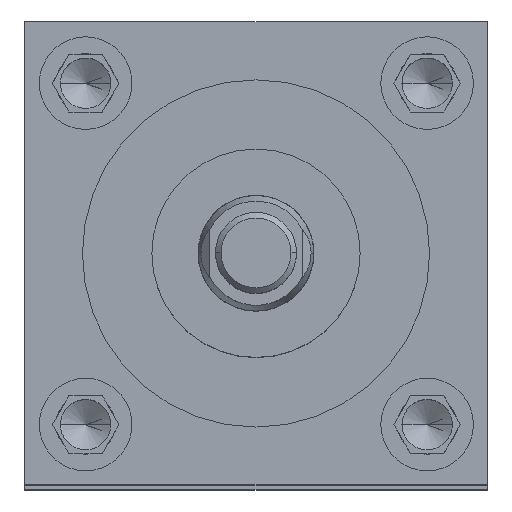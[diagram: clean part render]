
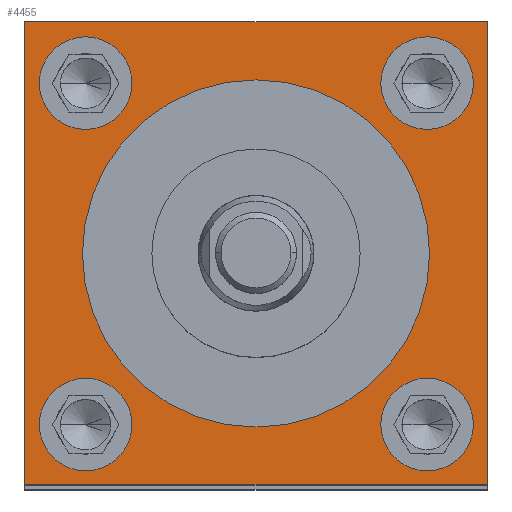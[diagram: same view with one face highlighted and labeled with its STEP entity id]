
A CAD part, top view. The second image highlights one B-rep face of the part: STEP entity #4455.
In plain terms, the highlighted planar face has unit normal (0, 0, 1).
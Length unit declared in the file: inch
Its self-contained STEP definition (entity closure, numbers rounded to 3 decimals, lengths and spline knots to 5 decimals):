
#76 = CIRCLE ( 'NONE', #3525, 0.25 ) ;
#135 = AXIS2_PLACEMENT_3D ( 'NONE', #5587, #5184, #4226 ) ;
#152 = VERTEX_POINT ( 'NONE', #2637 ) ;
#154 = CIRCLE ( 'NONE', #2010, 0.25 ) ;
#156 = VERTEX_POINT ( 'NONE', #5096 ) ;
#205 = CARTESIAN_POINT ( 'NONE',  ( -0.92, 0.92, 15.625 ) ) ;
#213 = VERTEX_POINT ( 'NONE', #5646 ) ;
#232 = CIRCLE ( 'NONE', #5062, 0.9375 ) ;
#270 = ORIENTED_EDGE ( 'NONE', *, *, #2610, .F. ) ;
#271 = VECTOR ( 'NONE', #5621, 39.37008 ) ;
#290 = EDGE_LOOP ( 'NONE', ( #2249, #4970 ) ) ;
#415 = DIRECTION ( 'NONE',  ( 0., 0., 1. ) ) ;
#474 = DIRECTION ( 'NONE',  ( 1., 0., 0. ) ) ;
#477 = EDGE_CURVE ( 'NONE', #213, #3210, #1766, .T. ) ;
#594 = DIRECTION ( 'NONE',  ( 1., 0., 0. ) ) ;
#699 = CARTESIAN_POINT ( 'NONE',  ( -0.67, 0.92, 15.625 ) ) ;
#741 = ORIENTED_EDGE ( 'NONE', *, *, #1218, .F. ) ;
#764 = ORIENTED_EDGE ( 'NONE', *, *, #4691, .T. ) ;
#840 = CIRCLE ( 'NONE', #2915, 0.25 ) ;
#880 = PLANE ( 'NONE',  #4204 ) ;
#926 = ORIENTED_EDGE ( 'NONE', *, *, #3979, .F. ) ;
#941 = VERTEX_POINT ( 'NONE', #3878 ) ;
#973 = VERTEX_POINT ( 'NONE', #4845 ) ;
#997 = EDGE_CURVE ( 'NONE', #3210, #156, #5734, .T. ) ;
#1154 = EDGE_CURVE ( 'NONE', #156, #4595, #3430, .T. ) ;
#1217 = DIRECTION ( 'NONE',  ( 0., 0., 1. ) ) ;
#1218 = EDGE_CURVE ( 'NONE', #5683, #2009, #232, .T. ) ;
#1237 = ORIENTED_EDGE ( 'NONE', *, *, #5038, .F. ) ;
#1355 = ORIENTED_EDGE ( 'NONE', *, *, #997, .T. ) ;
#1377 = EDGE_CURVE ( 'NONE', #3640, #4909, #5266, .T. ) ;
#1392 = FACE_BOUND ( 'NONE', #5517, .T. ) ;
#1450 = FACE_BOUND ( 'NONE', #290, .T. ) ;
#1597 = CARTESIAN_POINT ( 'NONE',  ( 0.924, 0.92, 15.625 ) ) ;
#1611 = EDGE_CURVE ( 'NONE', #2213, #3488, #5523, .T. ) ;
#1631 = CIRCLE ( 'NONE', #1934, 0.25 ) ;
#1660 = CARTESIAN_POINT ( 'NONE',  ( 0.9375, 0., 15.625 ) ) ;
#1697 = ORIENTED_EDGE ( 'NONE', *, *, #2590, .F. ) ;
#1702 = CIRCLE ( 'NONE', #3792, 0.25 ) ;
#1766 = LINE ( 'NONE', #4164, #271 ) ;
#1779 = DIRECTION ( 'NONE',  ( 1., 0., 0. ) ) ;
#1786 = VECTOR ( 'NONE', #3933, 39.37008 ) ;
#1918 = EDGE_LOOP ( 'NONE', ( #270, #3682 ) ) ;
#1934 = AXIS2_PLACEMENT_3D ( 'NONE', #205, #2072, #1779 ) ;
#2009 = VERTEX_POINT ( 'NONE', #3946 ) ;
#2010 = AXIS2_PLACEMENT_3D ( 'NONE', #4688, #4652, #3789 ) ;
#2052 = CARTESIAN_POINT ( 'NONE',  ( -1.25, -1.25, 15.625 ) ) ;
#2072 = DIRECTION ( 'NONE',  ( 0., 0., 1. ) ) ;
#2133 = ORIENTED_EDGE ( 'NONE', *, *, #2325, .F. ) ;
#2213 = VERTEX_POINT ( 'NONE', #4545 ) ;
#2249 = ORIENTED_EDGE ( 'NONE', *, *, #3467, .F. ) ;
#2296 = FACE_OUTER_BOUND ( 'NONE', #4974, .T. ) ;
#2299 = AXIS2_PLACEMENT_3D ( 'NONE', #4228, #5222, #3260 ) ;
#2325 = EDGE_CURVE ( 'NONE', #152, #973, #1702, .T. ) ;
#2449 = CARTESIAN_POINT ( 'NONE',  ( -1.25, 1.25, 15.625 ) ) ;
#2456 = DIRECTION ( 'NONE',  ( 1., 0., 0. ) ) ;
#2463 = DIRECTION ( 'NONE',  ( 0., 0., 1. ) ) ;
#2475 = DIRECTION ( 'NONE',  ( -1., 0., 0. ) ) ;
#2484 = CARTESIAN_POINT ( 'NONE',  ( -1.25, -1.25, 15.625 ) ) ;
#2590 = EDGE_CURVE ( 'NONE', #2009, #5683, #2794, .T. ) ;
#2610 = EDGE_CURVE ( 'NONE', #4909, #3640, #154, .T. ) ;
#2637 = CARTESIAN_POINT ( 'NONE',  ( 0.674, -0.924, 15.625 ) ) ;
#2777 = VECTOR ( 'NONE', #2475, 39.37008 ) ;
#2794 = CIRCLE ( 'NONE', #2299, 0.9375 ) ;
#2862 = CARTESIAN_POINT ( 'NONE',  ( -0.67, -0.924, 15.625 ) ) ;
#2915 = AXIS2_PLACEMENT_3D ( 'NONE', #1597, #3084, #4986 ) ;
#2929 = DIRECTION ( 'NONE',  ( 0., 0., 1. ) ) ;
#2949 = LINE ( 'NONE', #2052, #4999 ) ;
#3084 = DIRECTION ( 'NONE',  ( 0., 0., 1. ) ) ;
#3142 = AXIS2_PLACEMENT_3D ( 'NONE', #4497, #4464, #3597 ) ;
#3210 = VERTEX_POINT ( 'NONE', #4740 ) ;
#3260 = DIRECTION ( 'NONE',  ( 1., 0., 0. ) ) ;
#3264 = CARTESIAN_POINT ( 'NONE',  ( -1.25, 1.25, 15.625 ) ) ;
#3314 = DIRECTION ( 'NONE',  ( 1., 0., 0. ) ) ;
#3395 = DIRECTION ( 'NONE',  ( 0., 0., -1. ) ) ;
#3430 = LINE ( 'NONE', #5327, #1786 ) ;
#3467 = EDGE_CURVE ( 'NONE', #4253, #941, #1631, .T. ) ;
#3488 = VERTEX_POINT ( 'NONE', #3684 ) ;
#3501 = CIRCLE ( 'NONE', #3508, 0.25 ) ;
#3508 = AXIS2_PLACEMENT_3D ( 'NONE', #3802, #2463, #594 ) ;
#3525 = AXIS2_PLACEMENT_3D ( 'NONE', #4604, #1217, #4571 ) ;
#3597 = DIRECTION ( 'NONE',  ( 1., 0., 0. ) ) ;
#3640 = VERTEX_POINT ( 'NONE', #4642 ) ;
#3682 = ORIENTED_EDGE ( 'NONE', *, *, #1377, .F. ) ;
#3684 = CARTESIAN_POINT ( 'NONE',  ( 0.674, 0.92, 15.625 ) ) ;
#3789 = DIRECTION ( 'NONE',  ( 1., 0., 0. ) ) ;
#3792 = AXIS2_PLACEMENT_3D ( 'NONE', #5660, #2929, #474 ) ;
#3802 = CARTESIAN_POINT ( 'NONE',  ( -0.92, 0.92, 15.625 ) ) ;
#3878 = CARTESIAN_POINT ( 'NONE',  ( -1.17, 0.92, 15.625 ) ) ;
#3933 = DIRECTION ( 'NONE',  ( 0., -1., 0. ) ) ;
#3946 = CARTESIAN_POINT ( 'NONE',  ( -0.9375, 0., 15.625 ) ) ;
#3979 = EDGE_CURVE ( 'NONE', #973, #152, #76, .T. ) ;
#4067 = EDGE_LOOP ( 'NONE', ( #741, #1697 ) ) ;
#4094 = ORIENTED_EDGE ( 'NONE', *, *, #477, .T. ) ;
#4105 = EDGE_CURVE ( 'NONE', #941, #4253, #3501, .T. ) ;
#4164 = CARTESIAN_POINT ( 'NONE',  ( 1.25, -1.25, 15.625 ) ) ;
#4196 = ORIENTED_EDGE ( 'NONE', *, *, #1154, .T. ) ;
#4204 = AXIS2_PLACEMENT_3D ( 'NONE', #3264, #3395, #4657 ) ;
#4226 = DIRECTION ( 'NONE',  ( 1., 0., 0. ) ) ;
#4228 = CARTESIAN_POINT ( 'NONE',  ( 0., 0., 15.625 ) ) ;
#4235 = FACE_BOUND ( 'NONE', #1918, .T. ) ;
#4253 = VERTEX_POINT ( 'NONE', #699 ) ;
#4455 = ADVANCED_FACE ( 'NONE', ( #5225, #1392, #4235, #1450, #5158, #2296 ), #880, .F. ) ;
#4464 = DIRECTION ( 'NONE',  ( 0., 0., 1. ) ) ;
#4497 = CARTESIAN_POINT ( 'NONE',  ( 0.924, 0.92, 15.625 ) ) ;
#4537 = EDGE_LOOP ( 'NONE', ( #926, #2133 ) ) ;
#4545 = CARTESIAN_POINT ( 'NONE',  ( 1.174, 0.92, 15.625 ) ) ;
#4571 = DIRECTION ( 'NONE',  ( 1., 0., 0. ) ) ;
#4595 = VERTEX_POINT ( 'NONE', #2484 ) ;
#4604 = CARTESIAN_POINT ( 'NONE',  ( 0.924, -0.924, 15.625 ) ) ;
#4641 = CARTESIAN_POINT ( 'NONE',  ( 0., 0., 15.625 ) ) ;
#4642 = CARTESIAN_POINT ( 'NONE',  ( -1.17, -0.924, 15.625 ) ) ;
#4652 = DIRECTION ( 'NONE',  ( 0., 0., 1. ) ) ;
#4657 = DIRECTION ( 'NONE',  ( -1., 0., 0. ) ) ;
#4688 = CARTESIAN_POINT ( 'NONE',  ( -0.92, -0.924, 15.625 ) ) ;
#4691 = EDGE_CURVE ( 'NONE', #4595, #213, #2949, .T. ) ;
#4740 = CARTESIAN_POINT ( 'NONE',  ( 1.25, 1.25, 15.625 ) ) ;
#4845 = CARTESIAN_POINT ( 'NONE',  ( 1.174, -0.924, 15.625 ) ) ;
#4909 = VERTEX_POINT ( 'NONE', #2862 ) ;
#4970 = ORIENTED_EDGE ( 'NONE', *, *, #4105, .F. ) ;
#4974 = EDGE_LOOP ( 'NONE', ( #4196, #764, #4094, #1355 ) ) ;
#4986 = DIRECTION ( 'NONE',  ( 1., 0., 0. ) ) ;
#4999 = VECTOR ( 'NONE', #2456, 39.37008 ) ;
#5038 = EDGE_CURVE ( 'NONE', #3488, #2213, #840, .T. ) ;
#5062 = AXIS2_PLACEMENT_3D ( 'NONE', #4641, #415, #3314 ) ;
#5096 = CARTESIAN_POINT ( 'NONE',  ( -1.25, 1.25, 15.625 ) ) ;
#5158 = FACE_BOUND ( 'NONE', #4067, .T. ) ;
#5184 = DIRECTION ( 'NONE',  ( 0., 0., 1. ) ) ;
#5222 = DIRECTION ( 'NONE',  ( 0., 0., 1. ) ) ;
#5225 = FACE_BOUND ( 'NONE', #4537, .T. ) ;
#5266 = CIRCLE ( 'NONE', #135, 0.25 ) ;
#5294 = ORIENTED_EDGE ( 'NONE', *, *, #1611, .F. ) ;
#5327 = CARTESIAN_POINT ( 'NONE',  ( -1.25, -1.25, 15.625 ) ) ;
#5517 = EDGE_LOOP ( 'NONE', ( #5294, #1237 ) ) ;
#5523 = CIRCLE ( 'NONE', #3142, 0.25 ) ;
#5587 = CARTESIAN_POINT ( 'NONE',  ( -0.92, -0.924, 15.625 ) ) ;
#5621 = DIRECTION ( 'NONE',  ( 0., 1., 0. ) ) ;
#5646 = CARTESIAN_POINT ( 'NONE',  ( 1.25, -1.25, 15.625 ) ) ;
#5660 = CARTESIAN_POINT ( 'NONE',  ( 0.924, -0.924, 15.625 ) ) ;
#5683 = VERTEX_POINT ( 'NONE', #1660 ) ;
#5734 = LINE ( 'NONE', #2449, #2777 ) ;
